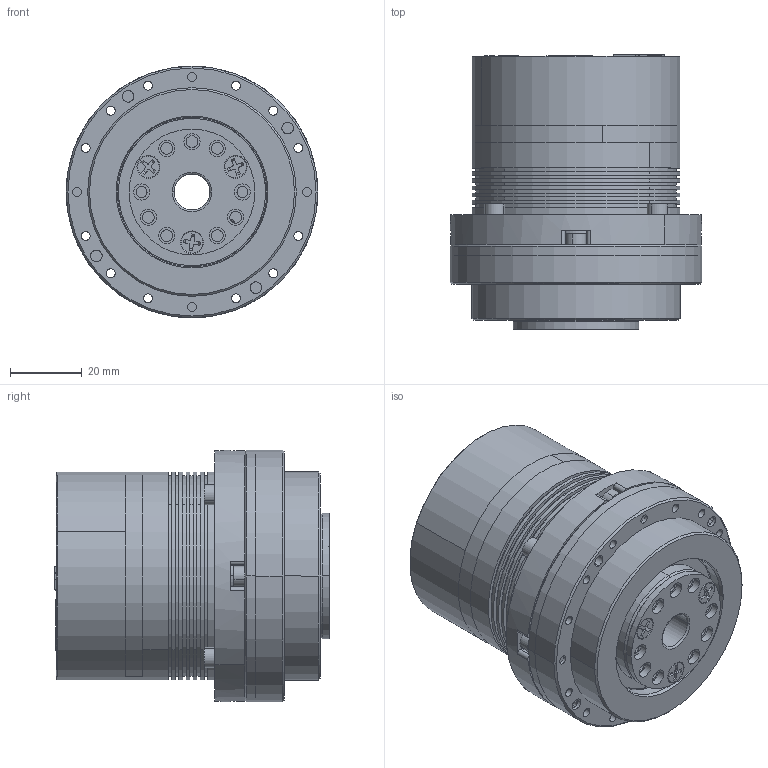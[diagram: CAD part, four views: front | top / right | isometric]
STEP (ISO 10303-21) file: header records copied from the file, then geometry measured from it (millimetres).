
FILE_DESCRIPTION (( 'STEP AP203' ), '1' );
FILE_NAME ('CEM-15.STEP', '2025-07-08T07:25:53', ( 'China' ), ( 'Microsoft' ), 'SwSTEP 2.0', 'SolidWorks 2020', '' );
FILE_SCHEMA (( 'CONFIG_CONTROL_DESIGN' ));
Length unit declared in the file: millimetre
Products named in the file (1): CEM-15
Bounding box: 70 x 76.32 x 70 mm (x, y, z)
Surface area: 44842.5 mm2 (no closed solid volume)
Topology: 0 solids, 75 shells, 774 faces, 3350 edges, 2657 vertices
Faces by surface type: plane 449, cylinder 262, cone 43, sphere 16, torus 4
Entity records: 35060 total; most frequent: CARTESIAN_POINT 6840, DIRECTION 6165, ORIENTED_EDGE 4802, EDGE_CURVE 3350, VERTEX_POINT 2657, VECTOR 2057, LINE 2057, AXIS2_PLACEMENT_3D 2054
